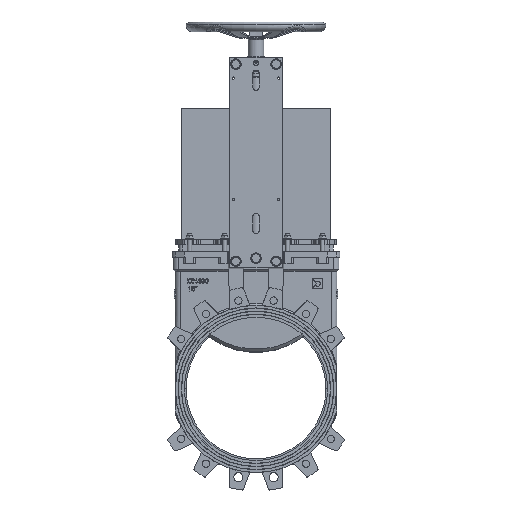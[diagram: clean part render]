
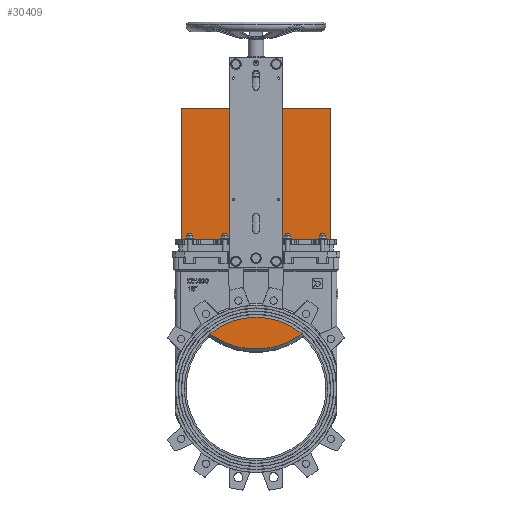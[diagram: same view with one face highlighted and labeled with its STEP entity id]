
A CAD part, left-side view. The second image highlights one B-rep face of the part: STEP entity #30409.
In plain terms, the highlighted face is planar.
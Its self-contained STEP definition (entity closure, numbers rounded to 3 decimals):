
#1576=FACE_BOUND('',#10383,.T.);
#1577=FACE_BOUND('',#10384,.T.);
#1578=FACE_BOUND('',#10385,.T.);
#1579=FACE_BOUND('',#10386,.T.);
#1580=FACE_BOUND('',#10387,.T.);
#1581=FACE_BOUND('',#10388,.T.);
#3321=LINE('',#51359,#5993);
#3322=LINE('',#51361,#5994);
#3323=LINE('',#51363,#5995);
#5993=VECTOR('',#38801,10.);
#5994=VECTOR('',#38802,10.);
#5995=VECTOR('',#38803,10.);
#8511=FACE_OUTER_BOUND('',#10382,.T.);
#10382=EDGE_LOOP('',(#24939,#24940,#24941,#24942,#24943,#24944,#24945,#24946));
#10383=EDGE_LOOP('',(#24947));
#10384=EDGE_LOOP('',(#24948));
#10385=EDGE_LOOP('',(#24949));
#10386=EDGE_LOOP('',(#24950));
#10387=EDGE_LOOP('',(#24951));
#10388=EDGE_LOOP('',(#24952));
#11849=CIRCLE('',#32909,20.);
#11859=CIRCLE('',#32924,220.828);
#11861=CIRCLE('',#32928,20.);
#11862=CIRCLE('',#32930,230.);
#11863=CIRCLE('',#32931,230.);
#11864=CIRCLE('',#32932,6.25);
#11865=CIRCLE('',#32933,6.25);
#11866=CIRCLE('',#32934,6.25);
#11867=CIRCLE('',#32935,6.25);
#11868=CIRCLE('',#32936,6.25);
#11869=CIRCLE('',#32937,6.25);
#14003=VERTEX_POINT('',#51268);
#14004=VERTEX_POINT('',#51281);
#14013=VERTEX_POINT('',#51328);
#14015=VERTEX_POINT('',#51341);
#14016=VERTEX_POINT('',#51356);
#14017=VERTEX_POINT('',#51358);
#14018=VERTEX_POINT('',#51360);
#14019=VERTEX_POINT('',#51362);
#14020=VERTEX_POINT('',#51365);
#14021=VERTEX_POINT('',#51367);
#14022=VERTEX_POINT('',#51369);
#14023=VERTEX_POINT('',#51371);
#14024=VERTEX_POINT('',#51373);
#14025=VERTEX_POINT('',#51375);
#17826=EDGE_CURVE('',#14004,#14003,#11849,.T.);
#17840=EDGE_CURVE('',#14013,#14004,#11859,.T.);
#17845=EDGE_CURVE('',#14015,#14013,#11861,.T.);
#17846=EDGE_CURVE('',#14016,#14003,#11862,.T.);
#17847=EDGE_CURVE('',#14017,#14016,#3321,.T.);
#17848=EDGE_CURVE('',#14018,#14017,#3322,.T.);
#17849=EDGE_CURVE('',#14019,#14018,#3323,.T.);
#17850=EDGE_CURVE('',#14015,#14019,#11863,.T.);
#17851=EDGE_CURVE('',#14020,#14020,#11864,.T.);
#17852=EDGE_CURVE('',#14021,#14021,#11865,.T.);
#17853=EDGE_CURVE('',#14022,#14022,#11866,.T.);
#17854=EDGE_CURVE('',#14023,#14023,#11867,.T.);
#17855=EDGE_CURVE('',#14024,#14024,#11868,.T.);
#17856=EDGE_CURVE('',#14025,#14025,#11869,.T.);
#24939=ORIENTED_EDGE('',*,*,#17845,.T.);
#24940=ORIENTED_EDGE('',*,*,#17840,.T.);
#24941=ORIENTED_EDGE('',*,*,#17826,.T.);
#24942=ORIENTED_EDGE('',*,*,#17846,.F.);
#24943=ORIENTED_EDGE('',*,*,#17847,.F.);
#24944=ORIENTED_EDGE('',*,*,#17848,.F.);
#24945=ORIENTED_EDGE('',*,*,#17849,.F.);
#24946=ORIENTED_EDGE('',*,*,#17850,.F.);
#24947=ORIENTED_EDGE('',*,*,#17851,.T.);
#24948=ORIENTED_EDGE('',*,*,#17852,.T.);
#24949=ORIENTED_EDGE('',*,*,#17853,.T.);
#24950=ORIENTED_EDGE('',*,*,#17854,.T.);
#24951=ORIENTED_EDGE('',*,*,#17855,.T.);
#24952=ORIENTED_EDGE('',*,*,#17856,.T.);
#29001=PLANE('',#32929);
#30409=ADVANCED_FACE('',(#8511,#1576,#1577,#1578,#1579,#1580,#1581),#29001,
 .T.);
#32909=AXIS2_PLACEMENT_3D('',#51282,#38755,#38756);
#32924=AXIS2_PLACEMENT_3D('',#51329,#38786,#38787);
#32928=AXIS2_PLACEMENT_3D('',#51354,#38795,#38796);
#32929=AXIS2_PLACEMENT_3D('',#51355,#38797,#38798);
#32930=AXIS2_PLACEMENT_3D('',#51357,#38799,#38800);
#32931=AXIS2_PLACEMENT_3D('',#51364,#38804,#38805);
#32932=AXIS2_PLACEMENT_3D('',#51366,#38806,#38807);
#32933=AXIS2_PLACEMENT_3D('',#51368,#38808,#38809);
#32934=AXIS2_PLACEMENT_3D('',#51370,#38810,#38811);
#32935=AXIS2_PLACEMENT_3D('',#51372,#38812,#38813);
#32936=AXIS2_PLACEMENT_3D('',#51374,#38814,#38815);
#32937=AXIS2_PLACEMENT_3D('',#51376,#38816,#38817);
#38755=DIRECTION('center_axis',(0.,0.,-1.));
#38756=DIRECTION('ref_axis',(0.133,-0.991,0.));
#38786=DIRECTION('center_axis',(0.,0.,1.));
#38787=DIRECTION('ref_axis',(-0.89,-0.457,0.));
#38795=DIRECTION('center_axis',(0.,0.,-1.));
#38796=DIRECTION('ref_axis',(-0.89,-0.457,0.));
#38797=DIRECTION('center_axis',(0.,0.,1.));
#38798=DIRECTION('ref_axis',(1.,0.,0.));
#38799=DIRECTION('center_axis',(0.,0.,-1.));
#38800=DIRECTION('ref_axis',(0.922,0.388,0.));
#38801=DIRECTION('',(0.,-1.,0.));
#38802=DIRECTION('',(1.,0.,0.));
#38803=DIRECTION('',(0.,1.,0.));
#38804=DIRECTION('center_axis',(0.,0.,-1.));
#38805=DIRECTION('ref_axis',(0.922,0.388,0.));
#38806=DIRECTION('center_axis',(0.,0.,-1.));
#38807=DIRECTION('ref_axis',(-1.,0.,0.));
#38808=DIRECTION('center_axis',(0.,0.,-1.));
#38809=DIRECTION('ref_axis',(-1.,0.,0.));
#38810=DIRECTION('center_axis',(0.,0.,-1.));
#38811=DIRECTION('ref_axis',(-1.,0.,0.));
#38812=DIRECTION('center_axis',(0.,0.,-1.));
#38813=DIRECTION('ref_axis',(-1.,0.,0.));
#38814=DIRECTION('center_axis',(0.,0.,-1.));
#38815=DIRECTION('ref_axis',(-1.,0.,0.));
#38816=DIRECTION('center_axis',(0.,0.,-1.));
#38817=DIRECTION('ref_axis',(-1.,0.,0.));
#51268=CARTESIAN_POINT('',(211.576,139.804,6.));
#51281=CARTESIAN_POINT('',(196.438,129.117,6.));
#51282=CARTESIAN_POINT('Origin',(214.229,119.98,6.));
#51328=CARTESIAN_POINT('',(-196.438,129.117,6.));
#51329=CARTESIAN_POINT('Origin',(0.,230.,6.));
#51341=CARTESIAN_POINT('',(-211.576,139.804,6.));
#51354=CARTESIAN_POINT('Origin',(-214.229,119.98,6.));
#51355=CARTESIAN_POINT('Origin',(0.,382.763,
6.));
#51356=CARTESIAN_POINT('',(212.,140.804,6.));
#51357=CARTESIAN_POINT('Origin',(0.,230.,6.));
#51358=CARTESIAN_POINT('',(212.,698.5,6.));
#51359=CARTESIAN_POINT('',(212.,698.5,6.));
#51360=CARTESIAN_POINT('',(-212.,698.5,6.));
#51361=CARTESIAN_POINT('',(-212.,698.5,6.));
#51362=CARTESIAN_POINT('',(-212.,140.804,6.));
#51363=CARTESIAN_POINT('',(-212.,140.804,6.));
#51364=CARTESIAN_POINT('Origin',(0.,230.,6.));
#51365=CARTESIAN_POINT('',(6.25,685.,6.));
#51366=CARTESIAN_POINT('Origin',(0.,685.,6.));
#51367=CARTESIAN_POINT('',(6.25,659.5,6.));
#51368=CARTESIAN_POINT('Origin',(0.,659.5,6.));
#51369=CARTESIAN_POINT('',(-19.25,688.5,6.));
#51370=CARTESIAN_POINT('Origin',(-25.5,688.5,6.));
#51371=CARTESIAN_POINT('',(31.75,688.5,6.));
#51372=CARTESIAN_POINT('Origin',(25.5,688.5,6.));
#51373=CARTESIAN_POINT('',(31.75,663.5,6.));
#51374=CARTESIAN_POINT('Origin',(25.5,663.5,6.));
#51375=CARTESIAN_POINT('',(-19.25,663.5,6.));
#51376=CARTESIAN_POINT('Origin',(-25.5,663.5,6.));
